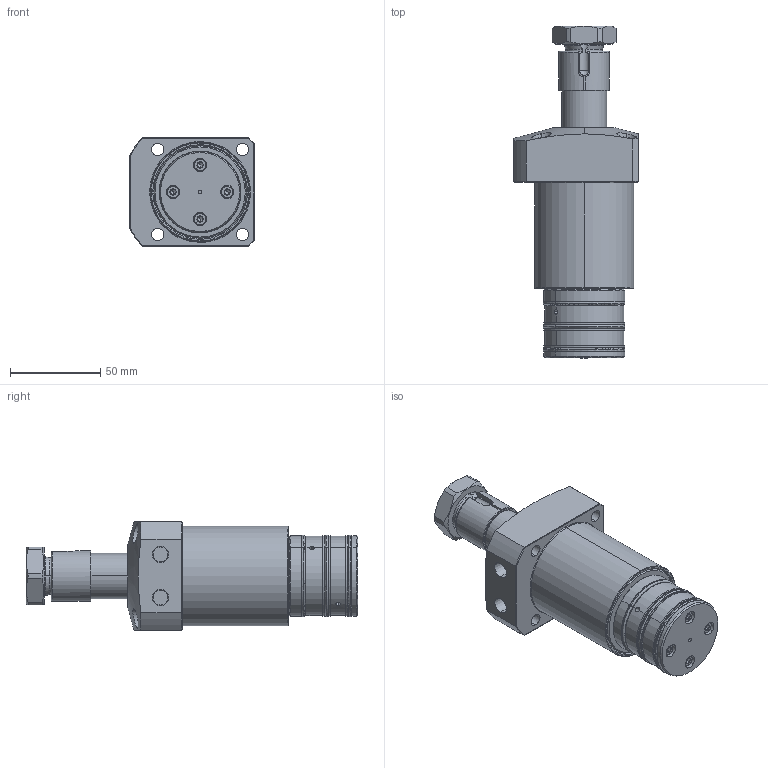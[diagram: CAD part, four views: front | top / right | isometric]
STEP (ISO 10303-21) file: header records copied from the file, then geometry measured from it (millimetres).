
FILE_DESCRIPTION (( 'STEP AP203' ), '1' );
FILE_NAME ('LHA0550-SRM.STEP', '2019-09-24T02:37:18', ( '微软用户' ), ( '微软中国' ), 'SwSTEP 2.0', 'SolidWorks 2012', '' );
FILE_SCHEMA (( 'CONFIG_CONTROL_DESIGN' ));
Length unit declared in the file: millimetre
Products named in the file (9): LHA0550-SRM; 6妏寠晅无倌_M4(35); LHA0480-玅帡椔溹; LHA0550-簸忣諍匏_; LHA0550-ů_; LHA0550-楓羔_DM); LHA0550-D菛巍; LHA0550-咂衝椳紕_蹬怮椔); LHA0550-槭暌滀S(蹬怮椔)_1
Assembly tree (11 placements, depth 2):
  LHA0550-SRM
    LHA0550-槭暌滀S(蹬怮椔)_1
    LHA0550-咂衝椳紕_蹬怮椔)
    LHA0550-D菛巍
    LHA0550-楓羔_DM)
    LHA0550-ů_
    LHA0550-簸忣諍匏_
    LHA0480-玅帡椔溹
    6妏寠晅无倌_M4(35)  x4
Bounding box: 69 x 184 x 60 mm (x, y, z)
Volume: 341820.8 mm3; surface area: 63031 mm2
Topology: 14 solids, 14 shells, 456 faces, 980 edges, 575 vertices
Faces by surface type: plane 150, cylinder 143, cone 99, bspline 64
Entity records: 15181 total; most frequent: CARTESIAN_POINT 6274, DIRECTION 1672, ORIENTED_EDGE 1622, EDGE_CURVE 811, AXIS2_PLACEMENT_3D 700, VERTEX_POINT 500, EDGE_LOOP 425, CIRCLE 387
